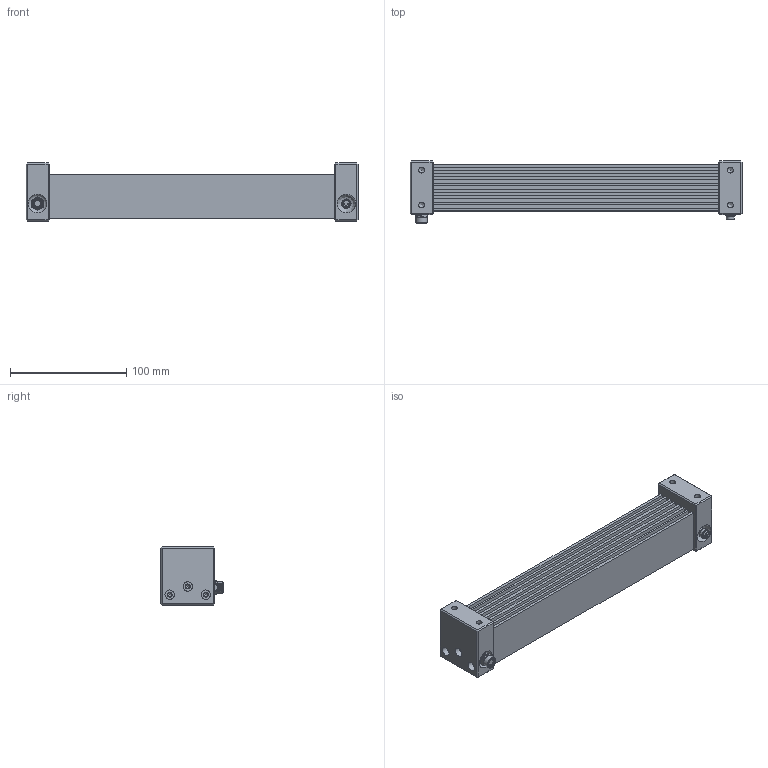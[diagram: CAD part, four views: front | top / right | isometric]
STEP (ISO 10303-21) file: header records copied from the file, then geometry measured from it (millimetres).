
FILE_DESCRIPTION( ( 'Unknown' ), '1' );
FILE_NAME( 'LL-245.stp', 'Unknown', ( 'Unknown' ), ( 'Unknown' ), 'PSStep 14.0', 'Unknown', ' ' );
FILE_SCHEMA( ( 'AUTOMOTIVE_DESIGN { 1 0 10303 214 1 1 1 1 }' ) );
Length unit declared in the file: millimetre
Products named in the file (460): 8-03PFFS-SH7001; Emile_Maurin_39401_Vis_Taptite_2000_SN_117_TFZ_3x8___ZN___DIN_965
Bounding box: 285 x 53.4 x 50 mm (x, y, z)
Volume: 299608.3 mm3; surface area: 162924.5 mm2
Topology: 1 solids, 481 shells, 1163 faces, 4484 edges, 3836 vertices
Faces by surface type: plane 661, cylinder 221, bspline 111, extrusion 86, cone 65, torus 19
Full cylindrical faces by diameter (mm): 0.7 x3, 1 x9, 1.567 x12, 1.6 x3, 2.2 x4, 2.459 x10, 3 x10, 3.2 x10, 3.242 x6, 4.3 x6, 4.917 x8, 5.6 x5, 5.8 x2, 5.9 x1, 6.25 x1, 6.3 x1, 6.6 x1, 6.75 x1, 6.8 x1, 6.804 x1, 6.917 x4, 7 x2, 7.459 x1, 8 x7, 10 x1
Entity records: 71234 total; most frequent: CARTESIAN_POINT 26379, ORIENTED_EDGE 5736, DIRECTION 4778, EDGE_CURVE 4176, VERTEX_POINT 3741, B_SPLINE_CURVE_WITH_KNOTS 2714, AXIS2_PLACEMENT_3D 1723, EDGE_LOOP 1404
